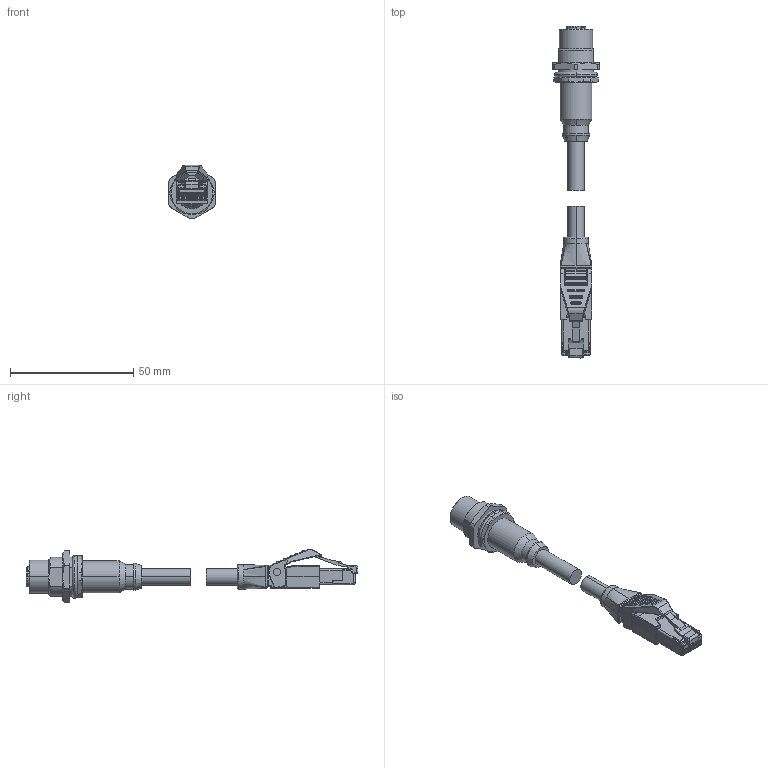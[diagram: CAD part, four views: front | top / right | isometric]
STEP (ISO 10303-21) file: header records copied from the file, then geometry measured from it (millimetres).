
FILE_DESCRIPTION (( 'STEP AP203' ), '1' );
FILE_NAME ('7700-44851-S4U0100.step', '2021-12-20T18:11:42', ( '' ), ( '' ), 'SwSTEP 2.0', 'SolidWorks 2021', '' );
FILE_SCHEMA (( 'CONFIG_CONTROL_DESIGN' ));
Length unit declared in the file: inch
Products named in the file (4): 7700-44851-S4U0100_2; 7700-44851-S4U0100_NUT; 7700-44851-S4U0100; 7700-44851-S4U0100_1
Assembly tree (3 placements, depth 2):
  7700-44851-S4U0100
    7700-44851-S4U0100_1
    7700-44851-S4U0100_2
    7700-44851-S4U0100_NUT
Bounding box: 19 x 134.9 x 21.75 mm (x, y, z)
Volume: 12996.4 mm3; surface area: 7470.5 mm2
Topology: 3 solids, 3 shells, 838 faces, 2163 edges, 1325 vertices
Faces by surface type: cylinder 331, plane 325, bspline 120, cone 46, torus 16
Entity records: 29897 total; most frequent: CARTESIAN_POINT 10651, ORIENTED_EDGE 4290, DIRECTION 3448, EDGE_CURVE 2145, VERTEX_POINT 1325, AXIS2_PLACEMENT_3D 1162, VECTOR 1124, LINE 1124
